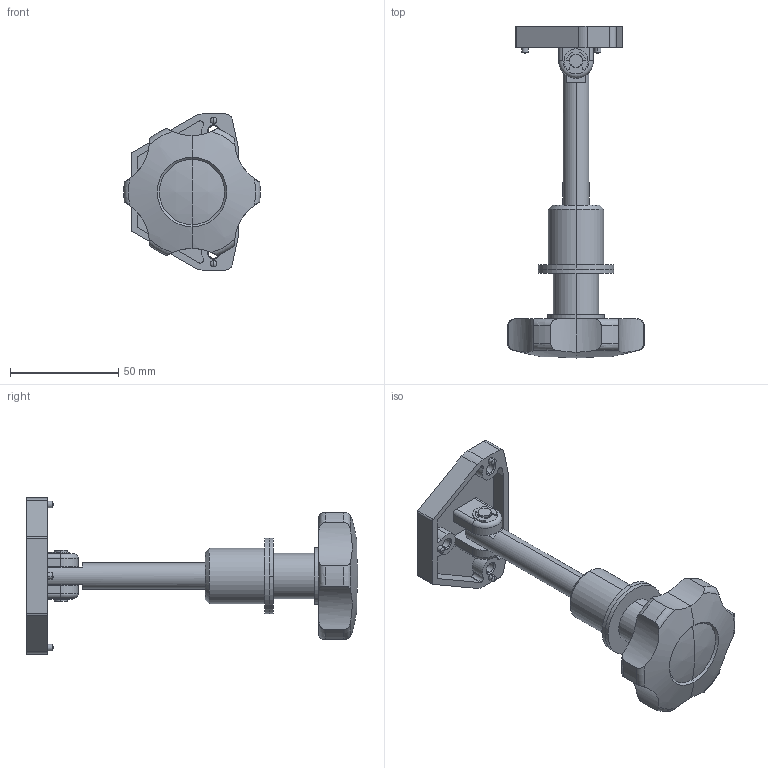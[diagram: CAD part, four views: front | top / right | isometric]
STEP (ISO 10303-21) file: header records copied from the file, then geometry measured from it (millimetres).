
FILE_DESCRIPTION (( 'STEP AP203' ), '1' );
FILE_NAME ('FA-602S-3-2.STEP', '2020-08-21T08:05:52', ( '' ), ( '' ), 'SwSTEP 2.0', 'SolidWorks 2018', '' );
FILE_SCHEMA (( 'CONFIG_CONTROL_DESIGN' ));
Length unit declared in the file: millimetre
Products named in the file (8): FA-602S-3-2_ワッシャー_; FA-602S-3-2_ベース_; FA-602S-3-2; FA-602S-3-2_ピン_; FA-602S-3-2_キャップ_; FA-602S-3-2_E形止め輪ver1.00__E形止め輪 呼び5(SUS); FA-602S-3-2_連結棒_; FA-602S-3-2_ノブ_
Assembly tree (7 placements, depth 2):
  FA-602S-3-2
    FA-602S-3-2_ベース_
    FA-602S-3-2_ピン_
    FA-602S-3-2_E形止め輪ver1.00__E形止め輪 呼び5(SUS)
    FA-602S-3-2_連結棒_
    FA-602S-3-2_キャップ_
    FA-602S-3-2_ワッシャー_
    FA-602S-3-2_ノブ_
Bounding box: 62.92 x 153 x 72 mm (x, y, z)
Volume: 93136.9 mm3; surface area: 34251 mm2
Topology: 7 solids, 7 shells, 204 faces, 498 edges, 320 vertices
Faces by surface type: cylinder 100, plane 56, cone 24, torus 14, sphere 10
Entity records: 7341 total; most frequent: CARTESIAN_POINT 1514, DIRECTION 1131, ORIENTED_EDGE 992, EDGE_CURVE 496, AXIS2_PLACEMENT_3D 457, VERTEX_POINT 320, CIRCLE 243, EDGE_LOOP 234
